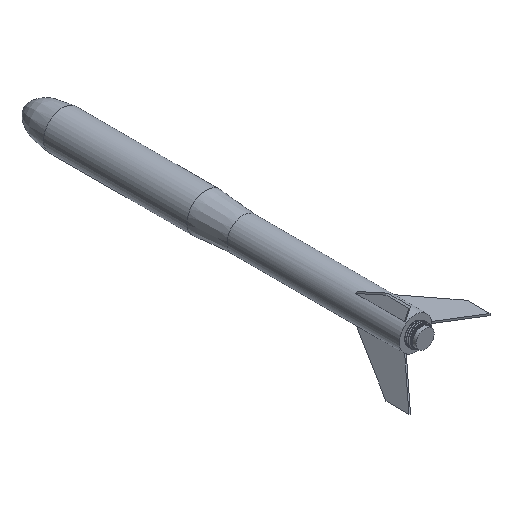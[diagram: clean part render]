
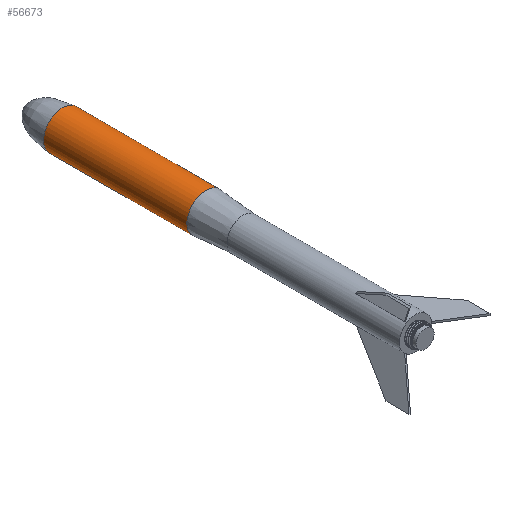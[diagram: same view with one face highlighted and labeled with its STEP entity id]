
A CAD part, isometric view. The second image highlights one B-rep face of the part: STEP entity #56673.
In plain terms, the highlighted cylindrical face has radius 33 mm (diameter 66 mm), a full revolution.
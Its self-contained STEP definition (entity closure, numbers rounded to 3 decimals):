
#19=CYLINDRICAL_SURFACE('',#60804,33.);
#38=CIRCLE('',#60799,33.);
#39=CIRCLE('',#60800,33.);
#41=CIRCLE('',#60805,33.);
#42=CIRCLE('',#60806,33.);
#4132=FACE_OUTER_BOUND('',#8227,.T.);
#8227=EDGE_LOOP('',(#44396,#44397,#44398,#44399,#44400,#44401));
#14925=LINE('',#89158,#21622);
#21622=VECTOR('',#75719,33.);
#24249=VERTEX_POINT('',#89145);
#24250=VERTEX_POINT('',#89147);
#24252=VERTEX_POINT('',#89157);
#24253=VERTEX_POINT('',#89159);
#30963=EDGE_CURVE('',#24249,#24250,#38,.T.);
#30964=EDGE_CURVE('',#24250,#24249,#39,.T.);
#30968=EDGE_CURVE('',#24250,#24252,#14925,.T.);
#30969=EDGE_CURVE('',#24253,#24252,#41,.T.);
#30970=EDGE_CURVE('',#24252,#24253,#42,.T.);
#44396=ORIENTED_EDGE('',*,*,#30964,.F.);
#44397=ORIENTED_EDGE('',*,*,#30968,.T.);
#44398=ORIENTED_EDGE('',*,*,#30969,.F.);
#44399=ORIENTED_EDGE('',*,*,#30970,.F.);
#44400=ORIENTED_EDGE('',*,*,#30968,.F.);
#44401=ORIENTED_EDGE('',*,*,#30963,.F.);
#56673=ADVANCED_FACE('',(#4132),#19,.T.);
#60799=AXIS2_PLACEMENT_3D('',#89148,#75705,#75706);
#60800=AXIS2_PLACEMENT_3D('',#89149,#75707,#75708);
#60804=AXIS2_PLACEMENT_3D('',#89156,#75717,#75718);
#60805=AXIS2_PLACEMENT_3D('',#89160,#75720,#75721);
#60806=AXIS2_PLACEMENT_3D('',#89161,#75722,#75723);
#75705=DIRECTION('center_axis',(0.,-1.,0.));
#75706=DIRECTION('ref_axis',(-0.516,0.,-0.857));
#75707=DIRECTION('center_axis',(0.,-1.,0.));
#75708=DIRECTION('ref_axis',(-0.516,0.,-0.857));
#75717=DIRECTION('center_axis',(0.,-1.,0.));
#75718=DIRECTION('ref_axis',(0.995,0.,-0.096));
#75719=DIRECTION('',(0.,1.,0.));
#75720=DIRECTION('center_axis',(0.,1.,0.));
#75721=DIRECTION('ref_axis',(0.991,0.,-0.133));
#75722=DIRECTION('center_axis',(0.,1.,0.));
#75723=DIRECTION('ref_axis',(0.991,0.,-0.133));
#89145=CARTESIAN_POINT('',(4.758,215.472,28.271));
#89147=CARTESIAN_POINT('',(-45.113,215.472,3.158));
#89148=CARTESIAN_POINT('Origin',(-12.264,215.472,0.));
#89149=CARTESIAN_POINT('Origin',(-12.264,215.472,0.));
#89156=CARTESIAN_POINT('Origin',(-12.264,464.972,0.));
#89157=CARTESIAN_POINT('',(-45.113,464.972,3.158));
#89158=CARTESIAN_POINT('',(-45.113,464.972,3.158));
#89159=CARTESIAN_POINT('',(-7.891,464.972,32.709));
#89160=CARTESIAN_POINT('Origin',(-12.264,464.972,0.));
#89161=CARTESIAN_POINT('Origin',(-12.264,464.972,0.));
